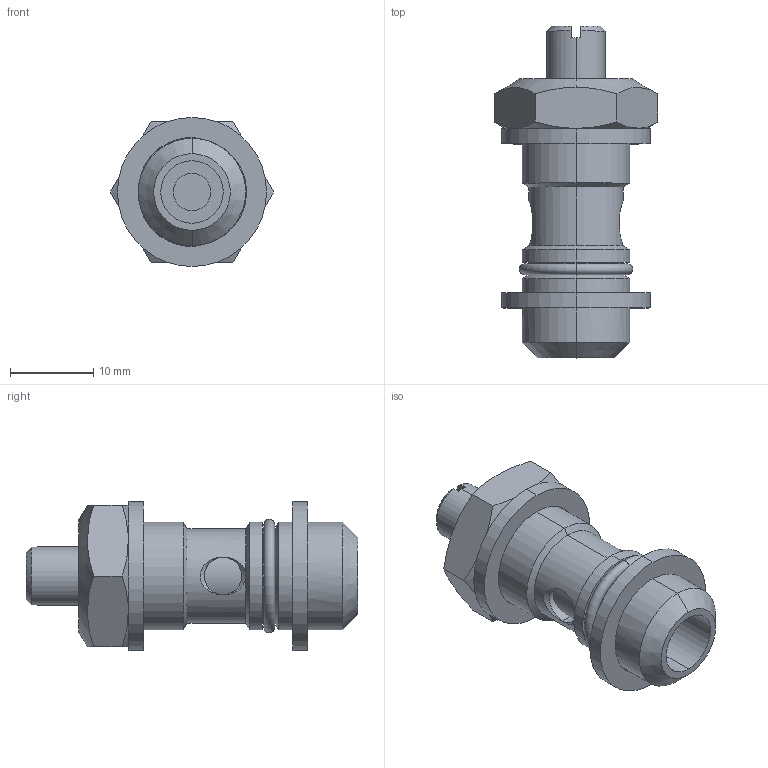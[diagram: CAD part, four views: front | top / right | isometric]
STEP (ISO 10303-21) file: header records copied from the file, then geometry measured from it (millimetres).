
FILE_DESCRIPTION (( 'STEP AP203' ), '1' );
FILE_NAME ('04050V02.STEP', '2010-03-31T06:25:57', ( '' ), ( 'sopra-pneumatic' ), 'SwSTEP 2.0', 'SolidWorks 2009', '' );
FILE_SCHEMA (( 'CONFIG_CONTROL_DESIGN' ));
Length unit declared in the file: millimetre
Products named in the file (1): 04050V02
Bounding box: 19.63 x 39.86 x 17.9 mm (x, y, z)
Volume: 4971.1 mm3; surface area: 3022.2 mm2
Topology: 1 solids, 1 shells, 84 faces, 206 edges, 130 vertices
Faces by surface type: cylinder 32, plane 32, cone 18, torus 2
Entity records: 2883 total; most frequent: CARTESIAN_POINT 831, DIRECTION 414, ORIENTED_EDGE 412, EDGE_CURVE 206, AXIS2_PLACEMENT_3D 165, VERTEX_POINT 130, EDGE_LOOP 96, FACE_OUTER_BOUND 84
